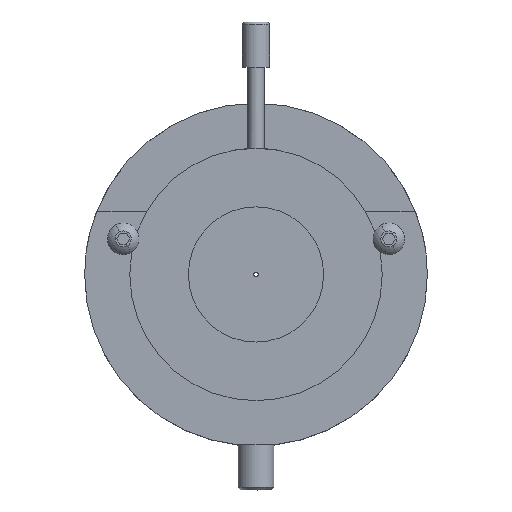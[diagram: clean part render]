
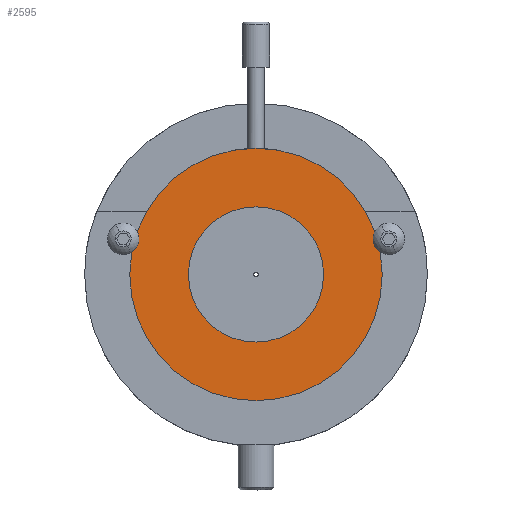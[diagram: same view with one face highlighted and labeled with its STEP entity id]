
A CAD part, top view. The second image highlights one B-rep face of the part: STEP entity #2595.
In plain terms, the highlighted planar face has unit normal (0, 0, 1).
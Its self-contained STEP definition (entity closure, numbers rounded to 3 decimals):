
#22 = CARTESIAN_POINT ( 'NONE',  ( 0., 0., 10. ) ) ;
#151 = CARTESIAN_POINT ( 'NONE',  ( 0., -7.5, 10. ) ) ;
#158 = CARTESIAN_POINT ( 'NONE',  ( 0., -14., 10. ) ) ;
#251 = DIRECTION ( 'NONE',  ( 0., -1., 0. ) ) ;
#314 = DIRECTION ( 'NONE',  ( 0., 0., 1. ) ) ;
#337 = CARTESIAN_POINT ( 'NONE',  ( 0., 0., 10. ) ) ;
#469 = FACE_BOUND ( 'NONE', #1996, .T. ) ;
#482 = AXIS2_PLACEMENT_3D ( 'NONE', #2552, #314, #735 ) ;
#585 = VERTEX_POINT ( 'NONE', #151 ) ;
#616 = AXIS2_PLACEMENT_3D ( 'NONE', #1074, #2543, #1125 ) ;
#656 = PLANE ( 'NONE',  #2370 ) ;
#735 = DIRECTION ( 'NONE',  ( 0., 1., 0. ) ) ;
#1044 = CARTESIAN_POINT ( 'NONE',  ( 0., 7.5, 10. ) ) ;
#1065 = EDGE_CURVE ( 'NONE', #585, #2131, #1333, .T. ) ;
#1074 = CARTESIAN_POINT ( 'NONE',  ( 0., 0., 10. ) ) ;
#1106 = CARTESIAN_POINT ( 'NONE',  ( 0., 14., 10. ) ) ;
#1125 = DIRECTION ( 'NONE',  ( 0., -1., 0. ) ) ;
#1151 = ORIENTED_EDGE ( 'NONE', *, *, #1796, .F. ) ;
#1232 = ORIENTED_EDGE ( 'NONE', *, *, #1667, .F. ) ;
#1273 = VERTEX_POINT ( 'NONE', #1106 ) ;
#1274 = FACE_OUTER_BOUND ( 'NONE', #1941, .T. ) ;
#1286 = DIRECTION ( 'NONE',  ( 0., 0., -1. ) ) ;
#1333 = CIRCLE ( 'NONE', #482, 7.5 ) ;
#1667 = EDGE_CURVE ( 'NONE', #1273, #1742, #2017, .T. ) ;
#1742 = VERTEX_POINT ( 'NONE', #158 ) ;
#1796 = EDGE_CURVE ( 'NONE', #2131, #585, #2535, .T. ) ;
#1813 = DIRECTION ( 'NONE',  ( 0., 0., 1. ) ) ;
#1821 = CIRCLE ( 'NONE', #1904, 14. ) ;
#1904 = AXIS2_PLACEMENT_3D ( 'NONE', #2499, #2482, #251 ) ;
#1941 = EDGE_LOOP ( 'NONE', ( #1232, #2639 ) ) ;
#1996 = EDGE_LOOP ( 'NONE', ( #1151, #2576 ) ) ;
#2017 = CIRCLE ( 'NONE', #616, 14. ) ;
#2086 = DIRECTION ( 'NONE',  ( 0., -1., 0. ) ) ;
#2131 = VERTEX_POINT ( 'NONE', #1044 ) ;
#2190 = AXIS2_PLACEMENT_3D ( 'NONE', #337, #1813, #2410 ) ;
#2370 = AXIS2_PLACEMENT_3D ( 'NONE', #22, #1286, #2086 ) ;
#2410 = DIRECTION ( 'NONE',  ( 0., 1., 0. ) ) ;
#2482 = DIRECTION ( 'NONE',  ( 0., 0., -1. ) ) ;
#2499 = CARTESIAN_POINT ( 'NONE',  ( 0., 0., 10. ) ) ;
#2535 = CIRCLE ( 'NONE', #2190, 7.5 ) ;
#2543 = DIRECTION ( 'NONE',  ( 0., 0., -1. ) ) ;
#2552 = CARTESIAN_POINT ( 'NONE',  ( 0., 0., 10. ) ) ;
#2559 = EDGE_CURVE ( 'NONE', #1742, #1273, #1821, .T. ) ;
#2576 = ORIENTED_EDGE ( 'NONE', *, *, #1065, .F. ) ;
#2595 = ADVANCED_FACE ( 'NONE', ( #469, #1274 ), #656, .F. ) ;
#2639 = ORIENTED_EDGE ( 'NONE', *, *, #2559, .F. ) ;
